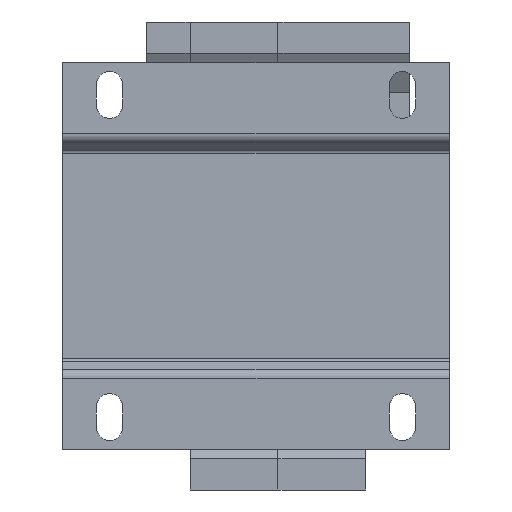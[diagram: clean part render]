
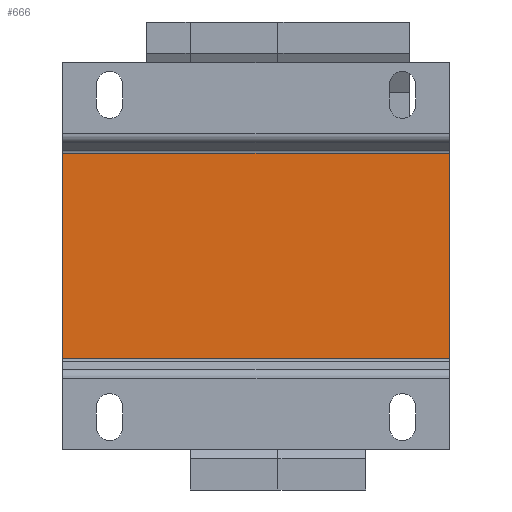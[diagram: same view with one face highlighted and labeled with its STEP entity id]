
A CAD part, front view. The second image highlights one B-rep face of the part: STEP entity #666.
In plain terms, the highlighted planar face has unit normal (0, -1, 0).
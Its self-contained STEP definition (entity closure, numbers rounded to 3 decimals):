
#46 = CARTESIAN_POINT ( 'NONE',  ( -33., -28.5, -33. ) ) ;
#134 = VERTEX_POINT ( 'NONE', #4768 ) ;
#313 = VERTEX_POINT ( 'NONE', #7980 ) ;
#320 = CARTESIAN_POINT ( 'NONE',  ( 0., -28.5, 0. ) ) ;
#666 = ADVANCED_FACE ( 'Defeature ausgef�hrt2_85', ( #7186 ), #7882, .F. ) ;
#701 = ORIENTED_EDGE ( 'NONE', *, *, #8073, .F. ) ;
#707 = VECTOR ( 'NONE', #7446, 1000. ) ;
#753 = VECTOR ( 'NONE', #2857, 1000. ) ;
#1032 = ORIENTED_EDGE ( 'NONE', *, *, #3717, .T. ) ;
#1295 = ORIENTED_EDGE ( 'NONE', *, *, #5779, .T. ) ;
#1421 = VERTEX_POINT ( 'NONE', #7517 ) ;
#1544 = ORIENTED_EDGE ( 'NONE', *, *, #4962, .F. ) ;
#1758 = DIRECTION ( 'NONE',  ( 0., 0., 1. ) ) ;
#2042 = CARTESIAN_POINT ( 'NONE',  ( 0., -28.5, -17.545 ) ) ;
#2514 = CARTESIAN_POINT ( 'NONE',  ( 0., -28.5, 17.545 ) ) ;
#2857 = DIRECTION ( 'NONE',  ( 1., 0., 0. ) ) ;
#3210 = VECTOR ( 'NONE', #6281, 1000. ) ;
#3260 = DIRECTION ( 'NONE',  ( 0., 0., -1. ) ) ;
#3717 = EDGE_CURVE ( 'Defeature ausgef�hrt2_85+Defeature ausgef�hrt2_91+Defeature ausgef�hrt2_88+Defeature ausgef�hrt2_86', #313, #134, #8912, .T. ) ;
#4581 = VECTOR ( 'NONE', #3260, 1000. ) ;
#4768 = CARTESIAN_POINT ( 'NONE',  ( -33., -28.5, 17.545 ) ) ;
#4962 = EDGE_CURVE ( 'Defeature ausgef�hrt2_88+Defeature ausgef�hrt2_85+Defeature ausgef�hrt2_89+Defeature ausgef�hrt2_107', #313, #1421, #7235, .T. ) ;
#5358 = CARTESIAN_POINT ( 'NONE',  ( 33., -28.5, -33. ) ) ;
#5779 = EDGE_CURVE ( 'Defeature ausgef�hrt2_85+Defeature ausgef�hrt2_108+Defeature ausgef�hrt2_86+Defeature ausgef�hrt2_88', #6791, #1421, #8195, .T. ) ;
#6281 = DIRECTION ( 'NONE',  ( 0., 0., 1. ) ) ;
#6344 = AXIS2_PLACEMENT_3D ( 'NONE', #320, #8857, #1758 ) ;
#6791 = VERTEX_POINT ( 'NONE', #7505 ) ;
#7186 = FACE_OUTER_BOUND ( 'NONE', #8568, .T. ) ;
#7235 = LINE ( 'NONE', #5358, #4581 ) ;
#7405 = LINE ( 'NONE', #46, #3210 ) ;
#7446 = DIRECTION ( 'NONE',  ( -1., 0., 0. ) ) ;
#7505 = CARTESIAN_POINT ( 'NONE',  ( -33., -28.5, -17.545 ) ) ;
#7517 = CARTESIAN_POINT ( 'NONE',  ( 33., -28.5, -17.545 ) ) ;
#7882 = PLANE ( 'NONE',  #6344 ) ;
#7980 = CARTESIAN_POINT ( 'NONE',  ( 33., -28.5, 17.545 ) ) ;
#8073 = EDGE_CURVE ( 'Defeature ausgef�hrt2_86+Defeature ausgef�hrt2_85+Defeature ausgef�hrt2_106+Defeature ausgef�hrt2_90', #6791, #134, #7405, .T. ) ;
#8195 = LINE ( 'NONE', #2042, #753 ) ;
#8568 = EDGE_LOOP ( 'NONE', ( #701, #1295, #1544, #1032 ) ) ;
#8857 = DIRECTION ( 'NONE',  ( 0., 1., 0. ) ) ;
#8912 = LINE ( 'NONE', #2514, #707 ) ;
